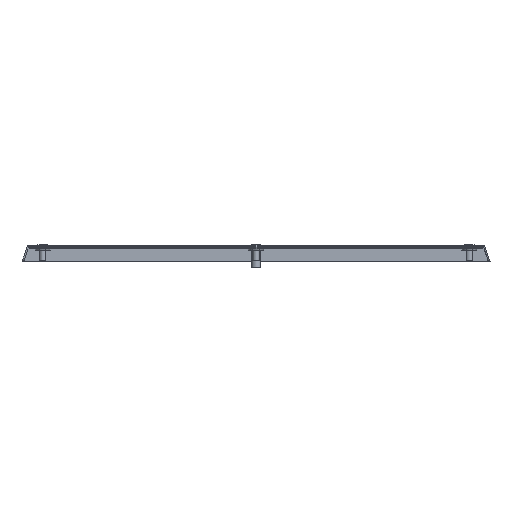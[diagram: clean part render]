
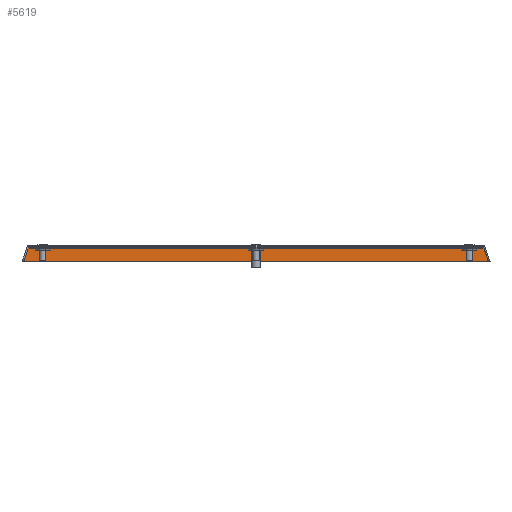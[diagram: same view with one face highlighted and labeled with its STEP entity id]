
A CAD part, front view. The second image highlights one B-rep face of the part: STEP entity #5619.
In plain terms, the highlighted planar face has unit normal (0, -1, 0).
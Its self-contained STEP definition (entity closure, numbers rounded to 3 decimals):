
#454 = CARTESIAN_POINT ( 'NONE',  ( -223.363, 900.4, -16. ) ) ;
#514 = PLANE ( 'NONE',  #2351 ) ;
#640 = VERTEX_POINT ( 'NONE', #454 ) ;
#735 = DIRECTION ( 'NONE',  ( -1., 0., 0. ) ) ;
#1063 = DIRECTION ( 'NONE',  ( 0., 1., 0. ) ) ;
#1254 = VECTOR ( 'NONE', #4038, 1000. ) ;
#1265 = LINE ( 'NONE', #5026, #1254 ) ;
#1271 = DIRECTION ( 'NONE',  ( 0.309, 0., 0.951 ) ) ;
#1591 = CARTESIAN_POINT ( 'NONE',  ( -224.94, 900.4, -16. ) ) ;
#1813 = CARTESIAN_POINT ( 'NONE',  ( 218.651, 900.4, -1.5 ) ) ;
#1995 = ORIENTED_EDGE ( 'NONE', *, *, #5437, .F. ) ;
#2011 = DIRECTION ( 'NONE',  ( 0.309, 0., -0.951 ) ) ;
#2071 = FACE_OUTER_BOUND ( 'NONE', #4035, .T. ) ;
#2143 = ORIENTED_EDGE ( 'NONE', *, *, #3363, .T. ) ;
#2254 = VECTOR ( 'NONE', #2011, 1000. ) ;
#2351 = AXIS2_PLACEMENT_3D ( 'NONE', #1591, #1063, #4353 ) ;
#2449 = CARTESIAN_POINT ( 'NONE',  ( 180.554, 900.4, 115.753 ) ) ;
#2575 = VERTEX_POINT ( 'NONE', #2765 ) ;
#2678 = CARTESIAN_POINT ( 'NONE',  ( -223.513, 900.4, -16.464 ) ) ;
#2765 = CARTESIAN_POINT ( 'NONE',  ( 223.363, 900.4, -16. ) ) ;
#2933 = VERTEX_POINT ( 'NONE', #1813 ) ;
#3363 = EDGE_CURVE ( 'NONE', #2933, #5918, #4019, .T. ) ;
#3392 = CARTESIAN_POINT ( 'NONE',  ( -218.651, 900.4, -1.5 ) ) ;
#3663 = EDGE_CURVE ( 'NONE', #2933, #2575, #3858, .T. ) ;
#3858 = LINE ( 'NONE', #2449, #2254 ) ;
#4019 = LINE ( 'NONE', #5564, #5575 ) ;
#4035 = EDGE_LOOP ( 'NONE', ( #1995, #6219, #2143, #5393 ) ) ;
#4038 = DIRECTION ( 'NONE',  ( -1., 0., 0. ) ) ;
#4353 = DIRECTION ( 'NONE',  ( 0., 0., 1. ) ) ;
#4673 = EDGE_CURVE ( 'NONE', #640, #5918, #5070, .T. ) ;
#5026 = CARTESIAN_POINT ( 'NONE',  ( 0., 900.4, -16. ) ) ;
#5070 = LINE ( 'NONE', #2678, #5901 ) ;
#5393 = ORIENTED_EDGE ( 'NONE', *, *, #4673, .F. ) ;
#5437 = EDGE_CURVE ( 'NONE', #2575, #640, #1265, .T. ) ;
#5564 = CARTESIAN_POINT ( 'NONE',  ( 0., 900.4, -1.5 ) ) ;
#5575 = VECTOR ( 'NONE', #735, 1000. ) ;
#5619 = ADVANCED_FACE ( 'NONE', ( #2071 ), #514, .F. ) ;
#5901 = VECTOR ( 'NONE', #1271, 1000. ) ;
#5918 = VERTEX_POINT ( 'NONE', #3392 ) ;
#6219 = ORIENTED_EDGE ( 'NONE', *, *, #3663, .F. ) ;
